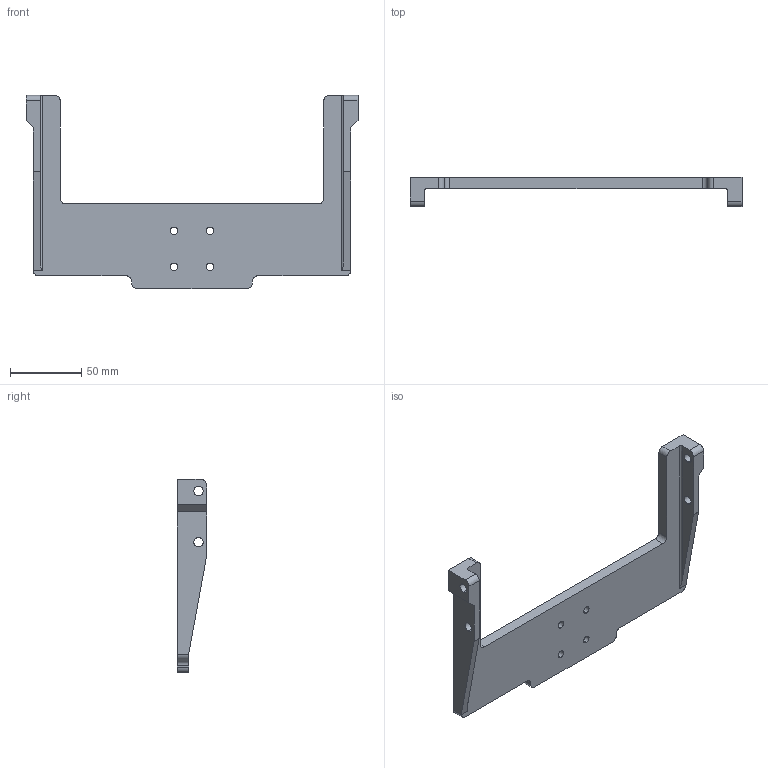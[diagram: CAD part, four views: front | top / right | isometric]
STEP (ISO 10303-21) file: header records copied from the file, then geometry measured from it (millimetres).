
FILE_DESCRIPTION (( 'STEP AP214' ), '1' );
FILE_NAME ('dewalt_mount_04.STEP', '2024-11-30T04:21:08', ( '' ), ( '' ), 'SwSTEP 2.0', 'SolidWorks 2017', '' );
FILE_SCHEMA (( 'AUTOMOTIVE_DESIGN' ));
Length unit declared in the file: inch
Products named in the file (1): dewalt_mount_04
Bounding box: 233.68 x 20.57 x 135.89 mm (x, y, z)
Volume: 131955.3 mm3; surface area: 42855.1 mm2
Topology: 1 solids, 1 shells, 159 faces, 433 edges, 288 vertices
Faces by surface type: plane 106, cylinder 32, bspline 21
Entity records: 6367 total; most frequent: CARTESIAN_POINT 2356, ORIENTED_EDGE 866, DIRECTION 729, EDGE_CURVE 433, VECTOR 327, LINE 327, VERTEX_POINT 288, AXIS2_PLACEMENT_3D 201
